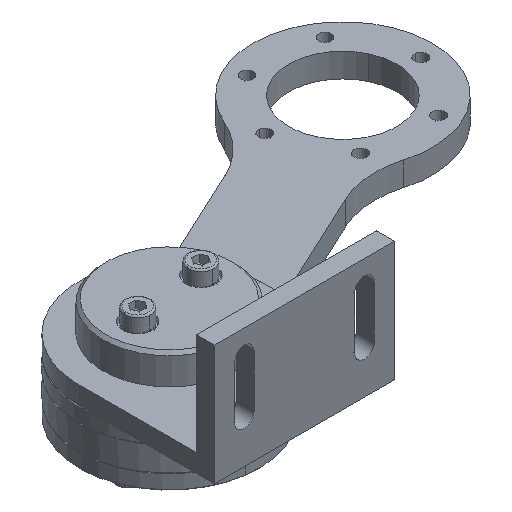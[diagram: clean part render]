
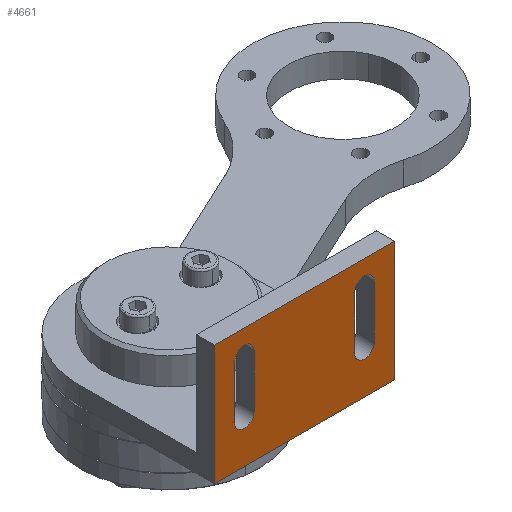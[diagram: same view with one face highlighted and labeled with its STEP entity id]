
A CAD part, isometric view. The second image highlights one B-rep face of the part: STEP entity #4661.
In plain terms, the highlighted planar face has unit normal (0, -1, 0).
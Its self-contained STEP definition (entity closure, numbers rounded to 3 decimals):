
#512=DIRECTION('',(-1.,0.,0.));
#513=VECTOR('',#512,60.);
#514=CARTESIAN_POINT('',(60.,0.,0.));
#515=LINE('',#514,#513);
#538=DIRECTION('',(0.,0.,-1.));
#539=VECTOR('',#538,40.);
#540=CARTESIAN_POINT('',(60.,0.,40.));
#541=LINE('',#540,#539);
#550=DIRECTION('',(0.,0.,-1.));
#551=VECTOR('',#550,40.);
#552=CARTESIAN_POINT('',(0.,0.,40.));
#553=LINE('',#552,#551);
#554=DIRECTION('',(-1.,0.,0.));
#555=VECTOR('',#554,60.);
#556=CARTESIAN_POINT('',(60.,0.,40.));
#557=LINE('',#556,#555);
#558=CARTESIAN_POINT('',(10.,0.,14.25));
#559=DIRECTION('',(0.,1.,0.));
#560=DIRECTION('',(0.707,0.,-0.707));
#561=AXIS2_PLACEMENT_3D('',#558,#559,#560);
#563=CARTESIAN_POINT('',(10.,0.,14.25));
#564=DIRECTION('',(0.,1.,0.));
#565=DIRECTION('',(1.,0.,0.));
#566=AXIS2_PLACEMENT_3D('',#563,#564,#565);
#568=CARTESIAN_POINT('',(10.,0.,31.75));
#569=DIRECTION('',(0.,1.,0.));
#570=DIRECTION('',(-0.707,0.,0.707));
#571=AXIS2_PLACEMENT_3D('',#568,#569,#570);
#573=CARTESIAN_POINT('',(10.,0.,31.75));
#574=DIRECTION('',(0.,1.,0.));
#575=DIRECTION('',(-1.,0.,0.));
#576=AXIS2_PLACEMENT_3D('',#573,#574,#575);
#578=CARTESIAN_POINT('',(50.,0.,14.25));
#579=DIRECTION('',(0.,1.,0.));
#580=DIRECTION('',(1.,0.,0.));
#581=AXIS2_PLACEMENT_3D('',#578,#579,#580);
#583=CARTESIAN_POINT('',(50.,0.,31.75));
#584=DIRECTION('',(0.,1.,0.));
#585=DIRECTION('',(-1.,0.,0.));
#586=AXIS2_PLACEMENT_3D('',#583,#584,#585);
#642=DIRECTION('',(0.,0.,-1.));
#643=VECTOR('',#642,17.5);
#644=CARTESIAN_POINT('',(6.75,0.,31.75));
#645=LINE('',#644,#643);
#662=DIRECTION('',(0.,0.,1.));
#663=VECTOR('',#662,17.5);
#664=CARTESIAN_POINT('',(13.25,0.,14.25));
#665=LINE('',#664,#663);
#678=DIRECTION('',(0.,0.,-1.));
#679=VECTOR('',#678,17.5);
#680=CARTESIAN_POINT('',(46.75,0.,31.75));
#681=LINE('',#680,#679);
#694=DIRECTION('',(0.,0.,1.));
#695=VECTOR('',#694,17.5);
#696=CARTESIAN_POINT('',(53.25,0.,14.25));
#697=LINE('',#696,#695);
#3264=CARTESIAN_POINT('',(53.25,0.,14.25));
#3266=VERTEX_POINT('',#3264);
#3268=CARTESIAN_POINT('',(53.25,0.,31.75));
#3269=VERTEX_POINT('',#3268);
#3272=CARTESIAN_POINT('',(46.75,0.,31.75));
#3274=VERTEX_POINT('',#3272);
#3276=CARTESIAN_POINT('',(46.75,0.,14.25));
#3277=VERTEX_POINT('',#3276);
#3284=CARTESIAN_POINT('',(12.298,0.,11.952));
#3285=CARTESIAN_POINT('',(6.75,0.,14.25));
#3286=VERTEX_POINT('',#3284);
#3287=VERTEX_POINT('',#3285);
#3288=CARTESIAN_POINT('',(13.25,0.,14.25));
#3289=VERTEX_POINT('',#3288);
#3294=CARTESIAN_POINT('',(13.25,0.,31.75));
#3295=VERTEX_POINT('',#3294);
#3298=CARTESIAN_POINT('',(7.702,0.,34.048));
#3299=VERTEX_POINT('',#3298);
#3300=CARTESIAN_POINT('',(6.75,0.,31.75));
#3301=VERTEX_POINT('',#3300);
#3318=CARTESIAN_POINT('',(60.,0.,0.));
#3319=VERTEX_POINT('',#3318);
#3320=CARTESIAN_POINT('',(0.,0.,0.));
#3321=VERTEX_POINT('',#3320);
#3326=CARTESIAN_POINT('',(60.,0.,40.));
#3327=CARTESIAN_POINT('',(0.,0.,40.));
#3328=VERTEX_POINT('',#3326);
#3329=VERTEX_POINT('',#3327);
#4624=CARTESIAN_POINT('',(0.,0.,0.));
#4625=DIRECTION('',(0.,-1.,0.));
#4626=DIRECTION('',(1.,0.,0.));
#4627=AXIS2_PLACEMENT_3D('',#4624,#4625,#4626);
#4628=PLANE('',#4627);
#4629=ORIENTED_EDGE('',*,*,#4528,.T.);
#4631=ORIENTED_EDGE('',*,*,#4630,.F.);
#4633=ORIENTED_EDGE('',*,*,#4632,.F.);
#4634=ORIENTED_EDGE('',*,*,#4607,.T.);
#4635=EDGE_LOOP('',(#4629,#4631,#4633,#4634));
#4636=FACE_OUTER_BOUND('',#4635,.F.);
#4638=ORIENTED_EDGE('',*,*,#4637,.T.);
#4640=ORIENTED_EDGE('',*,*,#4639,.F.);
#4642=ORIENTED_EDGE('',*,*,#4641,.F.);
#4644=ORIENTED_EDGE('',*,*,#4643,.T.);
#4646=ORIENTED_EDGE('',*,*,#4645,.F.);
#4648=ORIENTED_EDGE('',*,*,#4647,.F.);
#4649=EDGE_LOOP('',(#4638,#4640,#4642,#4644,#4646,#4648));
#4650=FACE_BOUND('',#4649,.F.);
#4652=ORIENTED_EDGE('',*,*,#4651,.T.);
#4654=ORIENTED_EDGE('',*,*,#4653,.F.);
#4656=ORIENTED_EDGE('',*,*,#4655,.T.);
#4658=ORIENTED_EDGE('',*,*,#4657,.F.);
#4659=EDGE_LOOP('',(#4652,#4654,#4656,#4658));
#4660=FACE_BOUND('',#4659,.F.);
#4661=ADVANCED_FACE('',(#4636,#4650,#4660),#4628,.T.);
#562=CIRCLE('',#561,3.25);
#567=CIRCLE('',#566,3.25);
#572=CIRCLE('',#571,3.25);
#577=CIRCLE('',#576,3.25);
#582=CIRCLE('',#581,3.25);
#587=CIRCLE('',#586,3.25);
#4528=EDGE_CURVE('',#3319,#3321,#515,.T.);
#4607=EDGE_CURVE('',#3328,#3319,#541,.T.);
#4630=EDGE_CURVE('',#3329,#3321,#553,.T.);
#4632=EDGE_CURVE('',#3328,#3329,#557,.T.);
#4637=EDGE_CURVE('',#3301,#3287,#645,.T.);
#4639=EDGE_CURVE('',#3286,#3287,#562,.T.);
#4641=EDGE_CURVE('',#3289,#3286,#567,.T.);
#4643=EDGE_CURVE('',#3289,#3295,#665,.T.);
#4645=EDGE_CURVE('',#3299,#3295,#572,.T.);
#4647=EDGE_CURVE('',#3301,#3299,#577,.T.);
#4651=EDGE_CURVE('',#3274,#3277,#681,.T.);
#4653=EDGE_CURVE('',#3266,#3277,#582,.T.);
#4655=EDGE_CURVE('',#3266,#3269,#697,.T.);
#4657=EDGE_CURVE('',#3274,#3269,#587,.T.);
